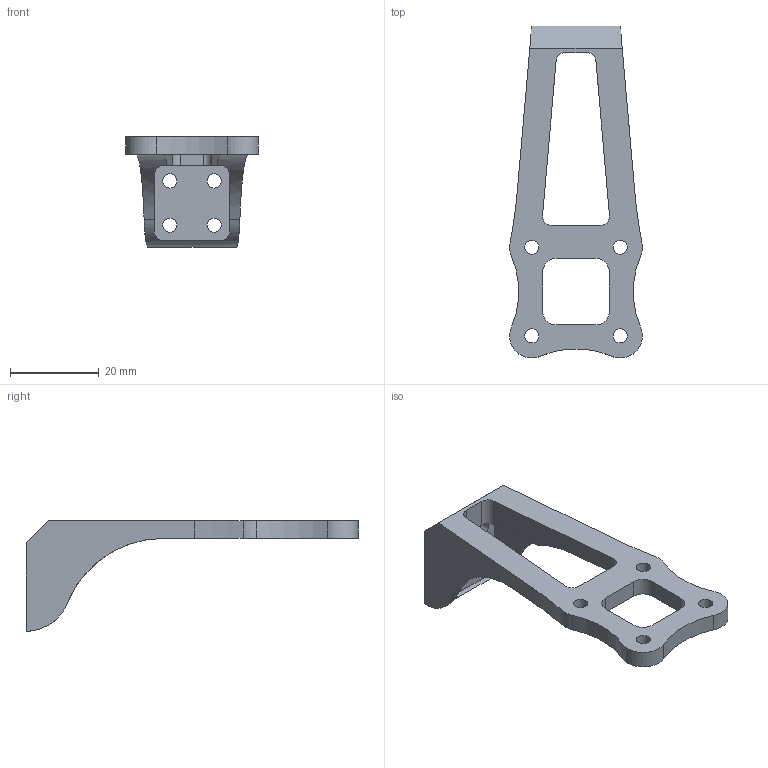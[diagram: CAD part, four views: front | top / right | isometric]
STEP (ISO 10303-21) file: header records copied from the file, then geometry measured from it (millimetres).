
FILE_DESCRIPTION(('FreeCAD Model'),'2;1');
FILE_NAME('Bras-Roue-Folle.step','2015-09-08T18:17:46',('Author'),(''), 'Open CASCADE STEP processor 6.8','FreeCAD','Unknown');
FILE_SCHEMA(('AUTOMOTIVE_DESIGN_CC2 { 1 2 10303 214 -1 1 5 4 }'));
Length unit declared in the file: millimetre
Products named in the file (1): Pocket005
Bounding box: 29.99 x 74.99 x 25 mm (x, y, z)
Volume: 7299.4 mm3; surface area: 5611.1 mm2
Topology: 1 solids, 1 shells, 51 faces, 150 edges, 100 vertices
Faces by surface type: cylinder 32, plane 19
Full cylindrical faces by diameter (mm): 3.2 x8
Entity records: 4394 total; most frequent: CARTESIAN_POINT 1426, DIRECTION 547, ORIENTED_EDGE 300, PCURVE 300, DEFINITIONAL_REPRESENTATION 300, LINE 278, VECTOR 278, EDGE_CURVE 150
